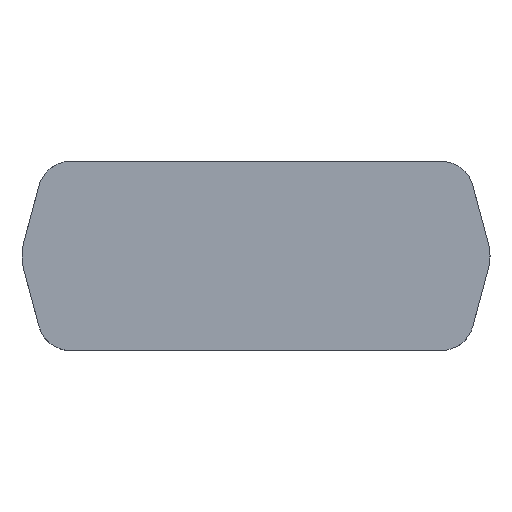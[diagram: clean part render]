
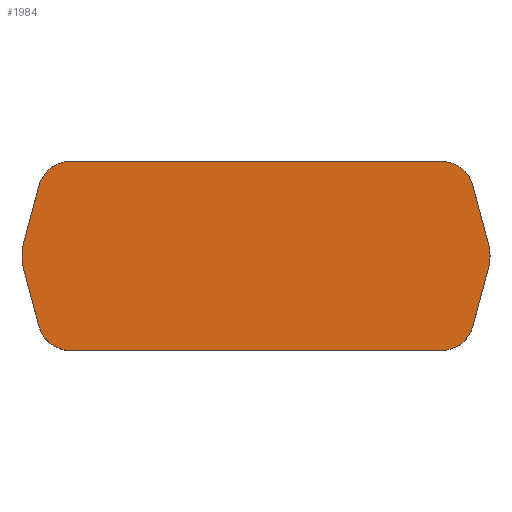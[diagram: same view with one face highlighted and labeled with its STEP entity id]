
A CAD part, top view. The second image highlights one B-rep face of the part: STEP entity #1984.
In plain terms, the highlighted planar face has unit normal (0, 0, 1).
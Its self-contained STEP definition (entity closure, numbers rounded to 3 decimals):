
#518=CARTESIAN_POINT('',(-99.695,25.904,4.8));
#773=CARTESIAN_POINT('',(-126.916,37.078,4.8));
#774=CARTESIAN_POINT('',(-126.795,37.531,4.8));
#775=CARTESIAN_POINT('',(-126.229,38.375,4.8));
#776=CARTESIAN_POINT('',(-125.267,38.704,4.8));
#777=CARTESIAN_POINT('',(-124.797,38.704,4.8));
#782=DIRECTION('',(1.,0.,0.));
#783=VECTOR('',#782,25.102);
#784=CARTESIAN_POINT('',(-124.797,38.704,4.8));
#785=LINE('',#784,#783);
#789=CARTESIAN_POINT('',(-99.694,36.51,4.8));
#790=DIRECTION('',(0.,0.,-1.));
#791=DIRECTION('',(0.,1.,0.));
#792=AXIS2_PLACEMENT_3D('',#789,#790,#791);
#797=DIRECTION('',(0.259,-0.966,0.));
#798=VECTOR('',#797,4.087);
#799=CARTESIAN_POINT('',(-97.576,37.078,4.8));
#800=LINE('',#799,#798);
#804=CARTESIAN_POINT('',(-99.601,32.304,4.8));
#805=DIRECTION('',(0.,0.,-1.));
#806=DIRECTION('',(0.966,0.259,0.));
#807=AXIS2_PLACEMENT_3D('',#804,#805,#806);
#812=CARTESIAN_POINT('',(-99.601,32.304,4.8));
#813=DIRECTION('',(0.,0.,-1.));
#814=DIRECTION('',(1.,0.,0.));
#815=AXIS2_PLACEMENT_3D('',#812,#813,#814);
#820=DIRECTION('',(-0.259,-0.966,0.));
#821=VECTOR('',#820,4.087);
#822=CARTESIAN_POINT('',(-96.518,31.478,4.8));
#823=LINE('',#822,#821);
#827=CARTESIAN_POINT('',(-97.576,27.53,4.8));
#828=CARTESIAN_POINT('',(-97.697,27.077,4.8));
#829=CARTESIAN_POINT('',(-98.264,26.231,4.8));
#830=CARTESIAN_POINT('',(-99.225,25.91,4.8));
#831=CARTESIAN_POINT('',(-99.695,25.904,4.8));
#832=CARTESIAN_POINT('',(-99.695,25.904,4.8));
#837=DIRECTION('',(-1.,0.,0.));
#838=VECTOR('',#837,25.102);
#839=CARTESIAN_POINT('',(-99.695,25.904,4.8));
#840=LINE('',#839,#838);
#844=CARTESIAN_POINT('',(-124.797,25.904,4.8));
#845=CARTESIAN_POINT('',(-125.266,25.904,4.8));
#846=CARTESIAN_POINT('',(-126.228,26.232,4.8));
#847=CARTESIAN_POINT('',(-126.794,27.076,4.8));
#848=CARTESIAN_POINT('',(-126.916,27.53,4.8));
#853=DIRECTION('',(-0.259,0.966,0.));
#854=VECTOR('',#853,4.087);
#855=CARTESIAN_POINT('',(-126.916,27.53,4.8));
#856=LINE('',#855,#854);
#860=CARTESIAN_POINT('',(-124.894,32.304,4.8));
#861=DIRECTION('',(0.,0.,-1.));
#862=DIRECTION('',(-0.966,-0.259,0.));
#863=AXIS2_PLACEMENT_3D('',#860,#861,#862);
#868=DIRECTION('',(0.259,0.966,0.));
#869=VECTOR('',#868,4.087);
#870=CARTESIAN_POINT('',(-127.974,33.13,4.8));
#871=LINE('',#870,#869);
#936=VERTEX_POINT('',#518);
#937=VERTEX_POINT('',#827);
#939=CARTESIAN_POINT('',(-124.797,25.904,4.8));
#940=VERTEX_POINT('',#939);
#941=CARTESIAN_POINT('',(-126.916,27.53,4.8));
#942=VERTEX_POINT('',#941);
#943=CARTESIAN_POINT('',(-127.974,31.478,4.8));
#944=VERTEX_POINT('',#943);
#945=CARTESIAN_POINT('',(-127.974,33.13,4.8));
#946=VERTEX_POINT('',#945);
#947=CARTESIAN_POINT('',(-126.916,37.078,4.8));
#948=VERTEX_POINT('',#947);
#950=CARTESIAN_POINT('',(-124.797,38.704,4.8));
#951=VERTEX_POINT('',#950);
#953=CARTESIAN_POINT('',(-99.695,38.704,4.8));
#954=VERTEX_POINT('',#953);
#956=CARTESIAN_POINT('',(-97.576,37.078,4.8));
#957=VERTEX_POINT('',#956);
#958=CARTESIAN_POINT('',(-96.518,33.13,4.8));
#959=VERTEX_POINT('',#958);
#960=CARTESIAN_POINT('',(-96.518,31.478,4.8));
#961=VERTEX_POINT('',#960);
#962=CARTESIAN_POINT('',(-96.409,32.304,4.8));
#963=VERTEX_POINT('',#962);
#1964=CARTESIAN_POINT('',(0.,0.,4.8));
#1965=DIRECTION('',(0.,0.,1.));
#1966=DIRECTION('',(1.,0.,0.));
#1967=AXIS2_PLACEMENT_3D('',#1964,#1965,#1966);
#1968=PLANE('',#1967);
#1969=ORIENTED_EDGE('',*,*,#1700,.T.);
#1970=ORIENTED_EDGE('',*,*,#1825,.T.);
#1971=ORIENTED_EDGE('',*,*,#1840,.T.);
#1972=ORIENTED_EDGE('',*,*,#1925,.T.);
#1973=ORIENTED_EDGE('',*,*,#1943,.T.);
#1974=ORIENTED_EDGE('',*,*,#1941,.T.);
#1975=ORIENTED_EDGE('',*,*,#1957,.T.);
#1976=ORIENTED_EDGE('',*,*,#1487,.T.);
#1977=ORIENTED_EDGE('',*,*,#1503,.T.);
#1978=ORIENTED_EDGE('',*,*,#1633,.T.);
#1979=ORIENTED_EDGE('',*,*,#1648,.T.);
#1980=ORIENTED_EDGE('',*,*,#1663,.T.);
#1981=ORIENTED_EDGE('',*,*,#1678,.T.);
#1982=EDGE_LOOP('',(#1969,#1970,#1971,#1972,#1973,#1974,#1975,#1976,#1977,#1978,
#1979,#1980,#1981));
#1983=FACE_OUTER_BOUND('',#1982,.F.);
#1984=ADVANCED_FACE('',(#1983),#1968,.T.);
#778=B_SPLINE_CURVE_WITH_KNOTS('',3,(#773,#774,#775,#776,#777),.UNSPECIFIED.,
.F.,.F.,(4,1,4),(0.,0.5,1.),.UNSPECIFIED.);
#793=CIRCLE('',#792,2.193);
#808=CIRCLE('',#807,3.192);
#816=CIRCLE('',#815,3.192);
#833=B_SPLINE_CURVE_WITH_KNOTS('',3,(#827,#828,#829,#830,#831,#832),
.UNSPECIFIED.,.F.,.F.,(4,1,1,4),(0.,0.499,1.,1.),
.UNSPECIFIED.);
#849=B_SPLINE_CURVE_WITH_KNOTS('',3,(#844,#845,#846,#847,#848),.UNSPECIFIED.,
.F.,.F.,(4,1,4),(0.,0.5,1.),.UNSPECIFIED.);
#864=CIRCLE('',#863,3.188);
#1487=EDGE_CURVE('',#937,#936,#833,.T.);
#1503=EDGE_CURVE('',#936,#940,#840,.T.);
#1633=EDGE_CURVE('',#940,#942,#849,.T.);
#1648=EDGE_CURVE('',#942,#944,#856,.T.);
#1663=EDGE_CURVE('',#944,#946,#864,.T.);
#1678=EDGE_CURVE('',#946,#948,#871,.T.);
#1700=EDGE_CURVE('',#948,#951,#778,.T.);
#1825=EDGE_CURVE('',#951,#954,#785,.T.);
#1840=EDGE_CURVE('',#954,#957,#793,.T.);
#1925=EDGE_CURVE('',#957,#959,#800,.T.);
#1941=EDGE_CURVE('',#963,#961,#816,.T.);
#1943=EDGE_CURVE('',#959,#963,#808,.T.);
#1957=EDGE_CURVE('',#961,#937,#823,.T.);
